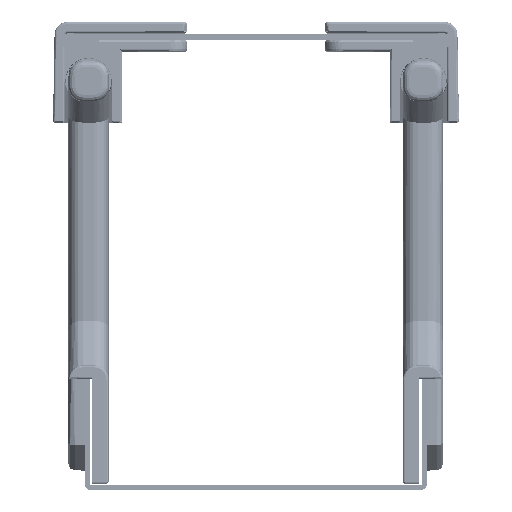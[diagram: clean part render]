
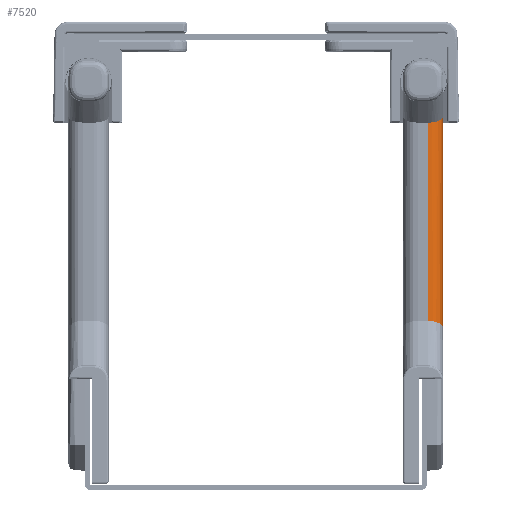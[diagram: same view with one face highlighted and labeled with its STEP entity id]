
A CAD part, front view. The second image highlights one B-rep face of the part: STEP entity #7520.
In plain terms, the highlighted cylindrical face has radius 3.5 mm (diameter 7 mm), a partial arc.
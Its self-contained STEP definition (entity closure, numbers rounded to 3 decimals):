
#1593 = CARTESIAN_POINT ( 'NONE',  ( 27.225, 10.5, 3.5 ) ) ;
#2313 = CARTESIAN_POINT ( 'NONE',  ( 23.725, 58.85, 0. ) ) ;
#2426 = EDGE_CURVE ( 'NONE', #10759, #9089, #18529, .T. ) ;
#3117 = ORIENTED_EDGE ( 'NONE', *, *, #7368, .F. ) ;
#4402 = CARTESIAN_POINT ( 'NONE',  ( 27.225, 57.4, 3.5 ) ) ;
#6429 = CARTESIAN_POINT ( 'NONE',  ( 27.225, 72., 3.5 ) ) ;
#7368 = EDGE_CURVE ( 'NONE', #10759, #28000, #11458, .T. ) ;
#7520 = ADVANCED_FACE ( 'NONE', ( #31061 ), #30554, .T. ) ;
#7535 = VECTOR ( 'NONE', #27698, 1000. ) ;
#9089 = VERTEX_POINT ( 'NONE', #20745 ) ;
#9194 = AXIS2_PLACEMENT_3D ( 'NONE', #15762, #20609, #18266 ) ;
#9765 = LINE ( 'NONE', #19996, #15795 ) ;
#10522 = CARTESIAN_POINT ( 'NONE',  ( 27.225, 10.5, 1.45 ) ) ;
#10759 = VERTEX_POINT ( 'NONE', #1593 ) ;
#11061 = EDGE_LOOP ( 'NONE', ( #21264, #33046, #3117, #21074 ) ) ;
#11458 = LINE ( 'NONE', #6429, #7535 ) ;
#12528 = CARTESIAN_POINT ( 'NONE',  ( 27.225, 57.4, 1.45 ) ) ;
#14172 = EDGE_CURVE ( 'NONE', #18839, #9089, #9765, .T. ) ;
#15239 = CARTESIAN_POINT ( 'NONE',  ( 23.725, 8.869, 0. ) ) ;
#15572 = CARTESIAN_POINT ( 'NONE',  ( 27.225, 10.5, 3.5 ) ) ;
#15762 = CARTESIAN_POINT ( 'NONE',  ( 23.725, 0., 3.5 ) ) ;
#15795 = VECTOR ( 'NONE', #30265, 1000. ) ;
#17741 = CARTESIAN_POINT ( 'NONE',  ( 25.775, 9.824, 0. ) ) ;
#18266 = DIRECTION ( 'NONE',  ( 0., 0., -1. ) ) ;
#18529 =( BOUNDED_CURVE ( )  B_SPLINE_CURVE ( 3, ( #15572, #10522, #17741, #15239 ),
 .UNSPECIFIED., .F., .F. ) 
 B_SPLINE_CURVE_WITH_KNOTS ( ( 4, 4 ),
 ( 3.142, 4.712 ),
 .UNSPECIFIED. ) 
 CURVE ( )  GEOMETRIC_REPRESENTATION_ITEM ( )  RATIONAL_B_SPLINE_CURVE ( ( 1., 0.805, 0.805, 1. ) ) 
 REPRESENTATION_ITEM ( '' )  );
#18839 = VERTEX_POINT ( 'NONE', #30230 ) ;
#19996 = CARTESIAN_POINT ( 'NONE',  ( 23.725, 0., 0. ) ) ;
#20244 = CARTESIAN_POINT ( 'NONE',  ( 25.775, 58.001, 0. ) ) ;
#20609 = DIRECTION ( 'NONE',  ( 0., -1., 0. ) ) ;
#20669 =( BOUNDED_CURVE ( )  B_SPLINE_CURVE ( 3, ( #2313, #20244, #12528, #22771 ),
 .UNSPECIFIED., .F., .F. ) 
 B_SPLINE_CURVE_WITH_KNOTS ( ( 4, 4 ),
 ( 4.712, 6.283 ),
 .UNSPECIFIED. ) 
 CURVE ( )  GEOMETRIC_REPRESENTATION_ITEM ( )  RATIONAL_B_SPLINE_CURVE ( ( 1., 0.805, 0.805, 1. ) ) 
 REPRESENTATION_ITEM ( '' )  );
#20745 = CARTESIAN_POINT ( 'NONE',  ( 23.725, 8.869, 0. ) ) ;
#21074 = ORIENTED_EDGE ( 'NONE', *, *, #2426, .T. ) ;
#21264 = ORIENTED_EDGE ( 'NONE', *, *, #14172, .F. ) ;
#22771 = CARTESIAN_POINT ( 'NONE',  ( 27.225, 57.4, 3.5 ) ) ;
#27698 = DIRECTION ( 'NONE',  ( 0., 1., 0. ) ) ;
#28000 = VERTEX_POINT ( 'NONE', #4402 ) ;
#30230 = CARTESIAN_POINT ( 'NONE',  ( 23.725, 58.85, 0. ) ) ;
#30265 = DIRECTION ( 'NONE',  ( 0., -1., 0. ) ) ;
#30554 = CYLINDRICAL_SURFACE ( 'NONE', #9194, 3.5 ) ;
#31061 = FACE_OUTER_BOUND ( 'NONE', #11061, .T. ) ;
#32403 = EDGE_CURVE ( 'NONE', #18839, #28000, #20669, .T. ) ;
#33046 = ORIENTED_EDGE ( 'NONE', *, *, #32403, .T. ) ;
